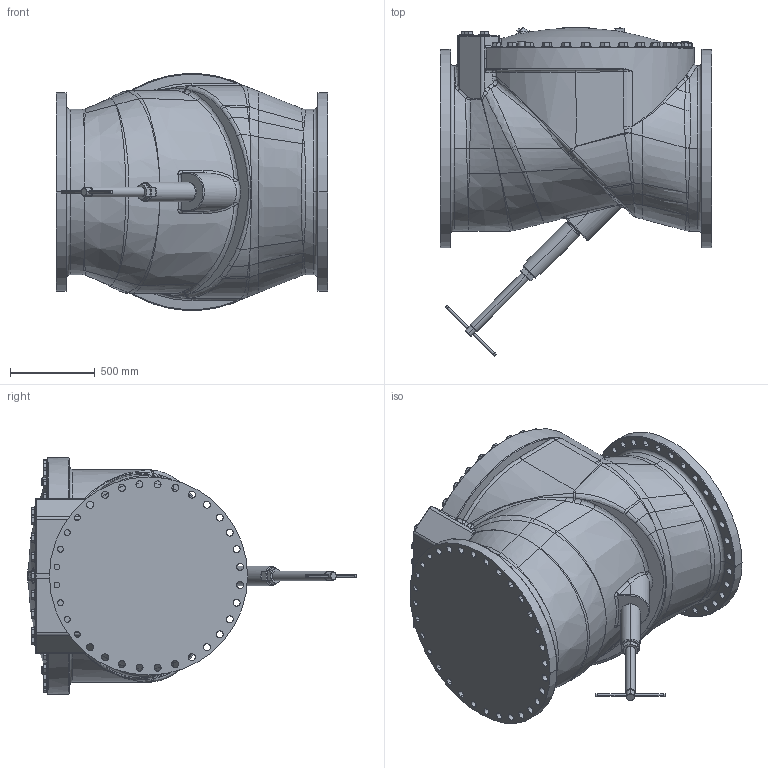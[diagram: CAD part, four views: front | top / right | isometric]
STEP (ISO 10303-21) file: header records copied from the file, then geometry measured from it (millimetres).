
FILE_DESCRIPTION((''),'2;1');
FILE_NAME('536ABF_SW0001','2023-11-02T09:10:27',('jlesh'),(''),'CREO PARAMETRIC BY PTC INC, 2023072','CREO PARAMETRIC BY PTC INC, 2023072','');
FILE_SCHEMA(('AUTOMOTIVE_DESIGN { 1 0 10303 214 1 1 1 1 }'));
Length unit declared in the file: inch
Products named in the file (1): 536ABF_SW0001
Bounding box: 1600.2 x 1938.56 x 1396.95 mm (x, y, z)
Volume: 1720362411 mm3; surface area: 10565989.4 mm2
Topology: 1 solids, 2 shells, 1495 faces, 3542 edges, 2169 vertices
Faces by surface type: plane 421, cylinder 309, cone 257, bspline 252, torus 237, sphere 19
Entity records: 108067 total; most frequent: CARTESIAN_POINT 68506, ORIENTED_EDGE 7070, DIRECTION 6478, EDGE_CURVE 3535, AXIS2_PLACEMENT_3D 2763, VERTEX_POINT 2169, EDGE_LOOP 1750, CIRCLE 1520
